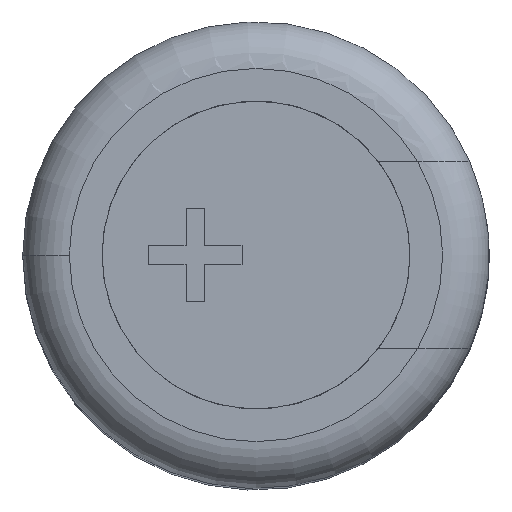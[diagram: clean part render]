
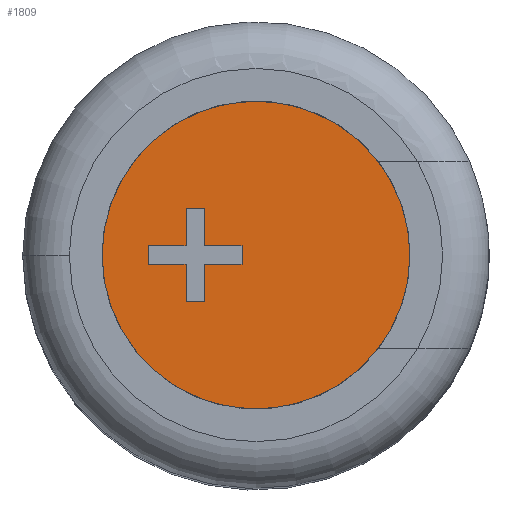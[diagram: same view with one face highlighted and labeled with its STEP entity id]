
A CAD part, top view. The second image highlights one B-rep face of the part: STEP entity #1809.
In plain terms, the highlighted planar face has unit normal (0, 0, 1).
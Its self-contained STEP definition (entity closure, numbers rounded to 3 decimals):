
#7 = LINE ( 'NONE', #2124, #2039 ) ;
#18 = PLANE ( 'NONE',  #949 ) ;
#23 = VERTEX_POINT ( 'NONE', #1376 ) ;
#26 = ORIENTED_EDGE ( 'NONE', *, *, #158, .F. ) ;
#36 = CARTESIAN_POINT ( 'NONE',  ( 0., 0., 10.9 ) ) ;
#71 = VECTOR ( 'NONE', #571, 1000. ) ;
#81 = VECTOR ( 'NONE', #728, 1000. ) ;
#89 = EDGE_CURVE ( 'NONE', #865, #173, #998, .T. ) ;
#99 = VERTEX_POINT ( 'NONE', #2236 ) ;
#158 = EDGE_CURVE ( 'NONE', #23, #1066, #1512, .T. ) ;
#160 = VECTOR ( 'NONE', #340, 1000. ) ;
#173 = VERTEX_POINT ( 'NONE', #1934 ) ;
#189 = LINE ( 'NONE', #1238, #675 ) ;
#195 = AXIS2_PLACEMENT_3D ( 'NONE', #36, #1291, #1659 ) ;
#225 = CARTESIAN_POINT ( 'NONE',  ( -0.75, 0.1, 10.9 ) ) ;
#226 = CARTESIAN_POINT ( 'NONE',  ( -0.55, 0.5, 10.9 ) ) ;
#229 = DIRECTION ( 'NONE',  ( 0., 1., 0. ) ) ;
#240 = CARTESIAN_POINT ( 'NONE',  ( -0.15, 0.1, 10.9 ) ) ;
#251 = EDGE_CURVE ( 'NONE', #99, #936, #1202, .T. ) ;
#276 = LINE ( 'NONE', #557, #2159 ) ;
#278 = CARTESIAN_POINT ( 'NONE',  ( -0.75, -0.1, 10.9 ) ) ;
#288 = ORIENTED_EDGE ( 'NONE', *, *, #805, .F. ) ;
#320 = DIRECTION ( 'NONE',  ( 0., 1., 0. ) ) ;
#338 = DIRECTION ( 'NONE',  ( 1., 0., 0. ) ) ;
#340 = DIRECTION ( 'NONE',  ( 1., 0., 0. ) ) ;
#428 = LINE ( 'NONE', #1518, #1314 ) ;
#432 = EDGE_CURVE ( 'NONE', #1893, #594, #1672, .T. ) ;
#454 = DIRECTION ( 'NONE',  ( 0., -1., 0. ) ) ;
#477 = VERTEX_POINT ( 'NONE', #1557 ) ;
#555 = EDGE_CURVE ( 'NONE', #594, #2184, #1533, .T. ) ;
#557 = CARTESIAN_POINT ( 'NONE',  ( -0.75, 0.5, 10.9 ) ) ;
#570 = CARTESIAN_POINT ( 'NONE',  ( 0., 0., 10.9 ) ) ;
#571 = DIRECTION ( 'NONE',  ( -1., 0., 0. ) ) ;
#594 = VERTEX_POINT ( 'NONE', #774 ) ;
#611 = CARTESIAN_POINT ( 'NONE',  ( 0., 0., 10.9 ) ) ;
#627 = ORIENTED_EDGE ( 'NONE', *, *, #555, .F. ) ;
#640 = ORIENTED_EDGE ( 'NONE', *, *, #251, .F. ) ;
#675 = VECTOR ( 'NONE', #320, 1000. ) ;
#695 = CARTESIAN_POINT ( 'NONE',  ( -0.75, 0.5, 10.9 ) ) ;
#696 = VECTOR ( 'NONE', #1089, 1000. ) ;
#712 = DIRECTION ( 'NONE',  ( -1., 0., 0. ) ) ;
#723 = VECTOR ( 'NONE', #1579, 1000. ) ;
#728 = DIRECTION ( 'NONE',  ( 0., -1., 0. ) ) ;
#741 = DIRECTION ( 'NONE',  ( 1., 0., 0. ) ) ;
#774 = CARTESIAN_POINT ( 'NONE',  ( -0.15, -0.1, 10.9 ) ) ;
#805 = EDGE_CURVE ( 'NONE', #1020, #865, #1508, .T. ) ;
#839 = CARTESIAN_POINT ( 'NONE',  ( 1.65, 0., 10.9 ) ) ;
#850 = VERTEX_POINT ( 'NONE', #2248 ) ;
#856 = VERTEX_POINT ( 'NONE', #2209 ) ;
#865 = VERTEX_POINT ( 'NONE', #225 ) ;
#872 = EDGE_CURVE ( 'NONE', #2184, #23, #7, .T. ) ;
#875 = DIRECTION ( 'NONE',  ( 1., 0., 0. ) ) ;
#928 = CARTESIAN_POINT ( 'NONE',  ( -0.55, -0.1, 10.9 ) ) ;
#936 = VERTEX_POINT ( 'NONE', #1712 ) ;
#949 = AXIS2_PLACEMENT_3D ( 'NONE', #570, #1473, #741 ) ;
#958 = CARTESIAN_POINT ( 'NONE',  ( -1.15, 0.1, 10.9 ) ) ;
#993 = VECTOR ( 'NONE', #1908, 1000. ) ;
#998 = LINE ( 'NONE', #958, #71 ) ;
#1020 = VERTEX_POINT ( 'NONE', #1770 ) ;
#1026 = CARTESIAN_POINT ( 'NONE',  ( -1.15, 0.1, 10.9 ) ) ;
#1066 = VERTEX_POINT ( 'NONE', #1309 ) ;
#1087 = EDGE_CURVE ( 'NONE', #856, #99, #428, .T. ) ;
#1089 = DIRECTION ( 'NONE',  ( 0., -1., 0. ) ) ;
#1090 = ORIENTED_EDGE ( 'NONE', *, *, #872, .F. ) ;
#1105 = LINE ( 'NONE', #1756, #160 ) ;
#1110 = DIRECTION ( 'NONE',  ( 0., 0., 1. ) ) ;
#1126 = EDGE_CURVE ( 'NONE', #477, #1893, #189, .T. ) ;
#1170 = LINE ( 'NONE', #1026, #696 ) ;
#1202 = LINE ( 'NONE', #278, #2193 ) ;
#1220 = EDGE_CURVE ( 'NONE', #850, #1553, #2006, .T. ) ;
#1231 = ORIENTED_EDGE ( 'NONE', *, *, #1641, .F. ) ;
#1238 = CARTESIAN_POINT ( 'NONE',  ( -0.55, -0.1, 10.9 ) ) ;
#1291 = DIRECTION ( 'NONE',  ( 0., 0., 1. ) ) ;
#1309 = CARTESIAN_POINT ( 'NONE',  ( -0.55, 0.5, 10.9 ) ) ;
#1314 = VECTOR ( 'NONE', #338, 1000. ) ;
#1376 = CARTESIAN_POINT ( 'NONE',  ( -0.55, 0.1, 10.9 ) ) ;
#1407 = ORIENTED_EDGE ( 'NONE', *, *, #1087, .F. ) ;
#1422 = ORIENTED_EDGE ( 'NONE', *, *, #1914, .T. ) ;
#1463 = ORIENTED_EDGE ( 'NONE', *, *, #1126, .F. ) ;
#1473 = DIRECTION ( 'NONE',  ( 0., 0., 1. ) ) ;
#1508 = LINE ( 'NONE', #695, #81 ) ;
#1512 = LINE ( 'NONE', #226, #2198 ) ;
#1516 = EDGE_LOOP ( 'NONE', ( #1817, #1463, #2230, #640, #1407, #1904, #1964, #288, #1231, #26, #1090, #627 ) ) ;
#1518 = CARTESIAN_POINT ( 'NONE',  ( -1.15, -0.1, 10.9 ) ) ;
#1533 = LINE ( 'NONE', #1903, #993 ) ;
#1553 = VERTEX_POINT ( 'NONE', #839 ) ;
#1557 = CARTESIAN_POINT ( 'NONE',  ( -0.55, -0.5, 10.9 ) ) ;
#1575 = CARTESIAN_POINT ( 'NONE',  ( -0.55, -0.1, 10.9 ) ) ;
#1579 = DIRECTION ( 'NONE',  ( 1., 0., 0. ) ) ;
#1641 = EDGE_CURVE ( 'NONE', #1066, #1020, #276, .T. ) ;
#1659 = DIRECTION ( 'NONE',  ( 1., 0., 0. ) ) ;
#1669 = FACE_OUTER_BOUND ( 'NONE', #2051, .T. ) ;
#1672 = LINE ( 'NONE', #1575, #723 ) ;
#1685 = EDGE_CURVE ( 'NONE', #173, #856, #1170, .T. ) ;
#1712 = CARTESIAN_POINT ( 'NONE',  ( -0.75, -0.5, 10.9 ) ) ;
#1733 = AXIS2_PLACEMENT_3D ( 'NONE', #611, #1110, #875 ) ;
#1756 = CARTESIAN_POINT ( 'NONE',  ( -0.75, -0.5, 10.9 ) ) ;
#1770 = CARTESIAN_POINT ( 'NONE',  ( -0.75, 0.5, 10.9 ) ) ;
#1809 = ADVANCED_FACE ( 'NONE', ( #1669, #2189 ), #18, .T. ) ;
#1817 = ORIENTED_EDGE ( 'NONE', *, *, #432, .F. ) ;
#1871 = EDGE_CURVE ( 'NONE', #936, #477, #1105, .T. ) ;
#1893 = VERTEX_POINT ( 'NONE', #928 ) ;
#1903 = CARTESIAN_POINT ( 'NONE',  ( -0.15, 0.1, 10.9 ) ) ;
#1904 = ORIENTED_EDGE ( 'NONE', *, *, #1685, .F. ) ;
#1908 = DIRECTION ( 'NONE',  ( 0., 1., 0. ) ) ;
#1914 = EDGE_CURVE ( 'NONE', #1553, #850, #2038, .T. ) ;
#1934 = CARTESIAN_POINT ( 'NONE',  ( -1.15, 0.1, 10.9 ) ) ;
#1964 = ORIENTED_EDGE ( 'NONE', *, *, #89, .F. ) ;
#2006 = CIRCLE ( 'NONE', #1733, 1.65 ) ;
#2038 = CIRCLE ( 'NONE', #195, 1.65 ) ;
#2039 = VECTOR ( 'NONE', #2101, 1000. ) ;
#2051 = EDGE_LOOP ( 'NONE', ( #1422, #2156 ) ) ;
#2101 = DIRECTION ( 'NONE',  ( -1., 0., 0. ) ) ;
#2124 = CARTESIAN_POINT ( 'NONE',  ( -0.55, 0.1, 10.9 ) ) ;
#2156 = ORIENTED_EDGE ( 'NONE', *, *, #1220, .T. ) ;
#2159 = VECTOR ( 'NONE', #712, 1000. ) ;
#2184 = VERTEX_POINT ( 'NONE', #240 ) ;
#2189 = FACE_BOUND ( 'NONE', #1516, .T. ) ;
#2193 = VECTOR ( 'NONE', #454, 1000. ) ;
#2198 = VECTOR ( 'NONE', #229, 1000. ) ;
#2209 = CARTESIAN_POINT ( 'NONE',  ( -1.15, -0.1, 10.9 ) ) ;
#2230 = ORIENTED_EDGE ( 'NONE', *, *, #1871, .F. ) ;
#2236 = CARTESIAN_POINT ( 'NONE',  ( -0.75, -0.1, 10.9 ) ) ;
#2248 = CARTESIAN_POINT ( 'NONE',  ( -1.65, 0., 10.9 ) ) ;
